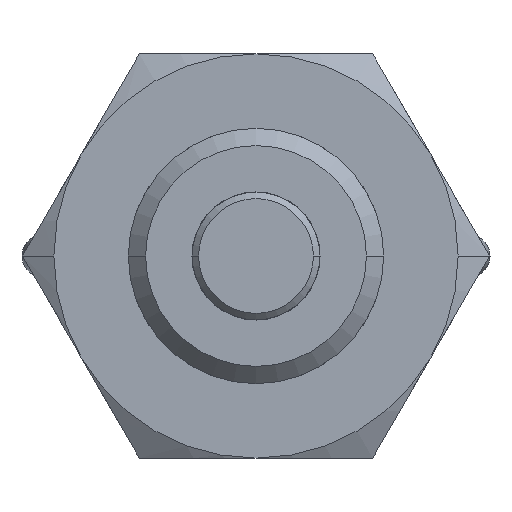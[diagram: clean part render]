
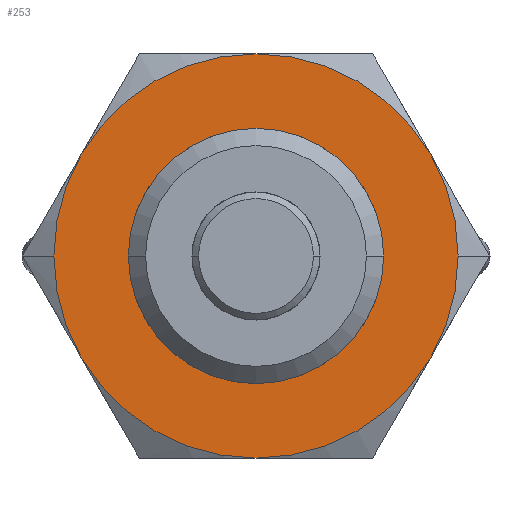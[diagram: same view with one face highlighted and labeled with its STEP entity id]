
A CAD part, front view. The second image highlights one B-rep face of the part: STEP entity #253.
In plain terms, the highlighted planar face has unit normal (0, -1, 0).
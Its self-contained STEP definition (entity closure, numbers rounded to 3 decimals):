
#253=ADVANCED_FACE('',(#494,#495),#496,.T.);
#494=FACE_OUTER_BOUND('',#739,.T.);
#495=FACE_BOUND('',#740,.T.);
#496=PLANE('',#741);
#739=EDGE_LOOP('',(#1316,#1317,#1318,#1319,#1320,#1321,#1322,#1323));
#740=EDGE_LOOP('',(#1324,#1325));
#741=AXIS2_PLACEMENT_3D('',#1326,#1327,#1328);
#1316=ORIENTED_EDGE('',*,*,#1587,.F.);
#1317=ORIENTED_EDGE('',*,*,#1568,.F.);
#1318=ORIENTED_EDGE('',*,*,#1572,.F.);
#1319=ORIENTED_EDGE('',*,*,#1575,.F.);
#1320=ORIENTED_EDGE('',*,*,#1565,.F.);
#1321=ORIENTED_EDGE('',*,*,#1580,.F.);
#1322=ORIENTED_EDGE('',*,*,#1584,.F.);
#1323=ORIENTED_EDGE('',*,*,#1560,.F.);
#1324=ORIENTED_EDGE('',*,*,#1617,.T.);
#1325=ORIENTED_EDGE('',*,*,#1539,.T.);
#1326=CARTESIAN_POINT('',(7.75,12.0,0.0));
#1327=DIRECTION('',(0.0,-1.0,0.0));
#1328=DIRECTION('',(-1.0,0.0,0.0));
#1539=EDGE_CURVE('',#1849,#1846,#1850,.T.);
#1560=EDGE_CURVE('',#1881,#1884,#1885,.T.);
#1565=EDGE_CURVE('',#1891,#1889,#1893,.T.);
#1568=EDGE_CURVE('',#1896,#1898,#1899,.T.);
#1572=EDGE_CURVE('',#1903,#1896,#1905,.T.);
#1575=EDGE_CURVE('',#1889,#1903,#1908,.T.);
#1580=EDGE_CURVE('',#1913,#1891,#1915,.T.);
#1584=EDGE_CURVE('',#1884,#1913,#1920,.T.);
#1587=EDGE_CURVE('',#1898,#1881,#1923,.T.);
#1617=EDGE_CURVE('',#1846,#1849,#1961,.T.);
#1846=VERTEX_POINT('',#2338);
#1849=VERTEX_POINT('',#2342);
#1850=CIRCLE('',#2343,6.0);
#1881=VERTEX_POINT('',#2403);
#1884=VERTEX_POINT('',#2407);
#1885=CIRCLE('',#2408,9.5);
#1889=VERTEX_POINT('',#2423);
#1891=VERTEX_POINT('',#2426);
#1893=CIRCLE('',#2439,9.5);
#1896=VERTEX_POINT('',#2442);
#1898=VERTEX_POINT('',#2455);
#1899=CIRCLE('',#2456,9.5);
#1903=VERTEX_POINT('',#2471);
#1905=CIRCLE('',#2484,9.5);
#1908=CIRCLE('',#2498,9.5);
#1913=VERTEX_POINT('',#2525);
#1915=CIRCLE('',#2538,9.5);
#1920=CIRCLE('',#2565,9.5);
#1923=CIRCLE('',#2579,9.5);
#1961=CIRCLE('',#2727,6.0);
#2338=CARTESIAN_POINT('',(6.0,12.0,0.0));
#2342=CARTESIAN_POINT('',(-6.0,12.0,0.));
#2343=AXIS2_PLACEMENT_3D('',#2950,#2951,#2952);
#2403=CARTESIAN_POINT('',(9.5,12.0,0.));
#2407=CARTESIAN_POINT('',(8.227,12.0,-4.75));
#2408=AXIS2_PLACEMENT_3D('',#2976,#2977,#2978);
#2423=CARTESIAN_POINT('',(-9.5,12.0,0.));
#2426=CARTESIAN_POINT('',(-8.227,12.0,-4.75));
#2439=AXIS2_PLACEMENT_3D('',#2980,#2981,#2982);
#2442=CARTESIAN_POINT('',(0.,12.0,9.5));
#2455=CARTESIAN_POINT('',(8.227,12.0,4.75));
#2456=AXIS2_PLACEMENT_3D('',#2983,#2984,#2985);
#2471=CARTESIAN_POINT('',(-8.227,12.0,4.75));
#2484=AXIS2_PLACEMENT_3D('',#2986,#2987,#2988);
#2498=AXIS2_PLACEMENT_3D('',#2989,#2990,#2991);
#2525=CARTESIAN_POINT('',(0.0,12.0,-9.5));
#2538=AXIS2_PLACEMENT_3D('',#2992,#2993,#2994);
#2565=AXIS2_PLACEMENT_3D('',#2995,#2996,#2997);
#2579=AXIS2_PLACEMENT_3D('',#2998,#2999,#3000);
#2727=AXIS2_PLACEMENT_3D('',#3028,#3029,#3030);
#2950=CARTESIAN_POINT('',(0.0,12.0,0.0));
#2951=DIRECTION('',(-0.0,1.0,0.0));
#2952=DIRECTION('',(1.0,0.0,0.0));
#2976=CARTESIAN_POINT('',(0.0,12.0,0.0));
#2977=DIRECTION('',(-0.0,1.0,0.0));
#2978=DIRECTION('',(1.0,0.0,0.0));
#2980=CARTESIAN_POINT('',(0.0,12.0,0.0));
#2981=DIRECTION('',(-0.0,1.0,0.0));
#2982=DIRECTION('',(1.0,0.0,0.0));
#2983=CARTESIAN_POINT('',(0.0,12.0,0.0));
#2984=DIRECTION('',(-0.0,1.0,0.0));
#2985=DIRECTION('',(1.0,0.0,0.0));
#2986=CARTESIAN_POINT('',(0.0,12.0,0.0));
#2987=DIRECTION('',(-0.0,1.0,0.0));
#2988=DIRECTION('',(1.0,0.0,0.0));
#2989=CARTESIAN_POINT('',(0.0,12.0,0.0));
#2990=DIRECTION('',(-0.0,1.0,0.0));
#2991=DIRECTION('',(1.0,0.0,0.0));
#2992=CARTESIAN_POINT('',(0.0,12.0,0.0));
#2993=DIRECTION('',(-0.0,1.0,0.0));
#2994=DIRECTION('',(1.0,0.0,0.0));
#2995=CARTESIAN_POINT('',(0.0,12.0,0.0));
#2996=DIRECTION('',(-0.0,1.0,0.0));
#2997=DIRECTION('',(1.0,0.0,0.0));
#2998=CARTESIAN_POINT('',(0.0,12.0,0.0));
#2999=DIRECTION('',(-0.0,1.0,0.0));
#3000=DIRECTION('',(1.0,0.0,0.0));
#3028=CARTESIAN_POINT('',(0.0,12.0,0.0));
#3029=DIRECTION('',(-0.0,1.0,0.0));
#3030=DIRECTION('',(1.0,0.0,0.0));
